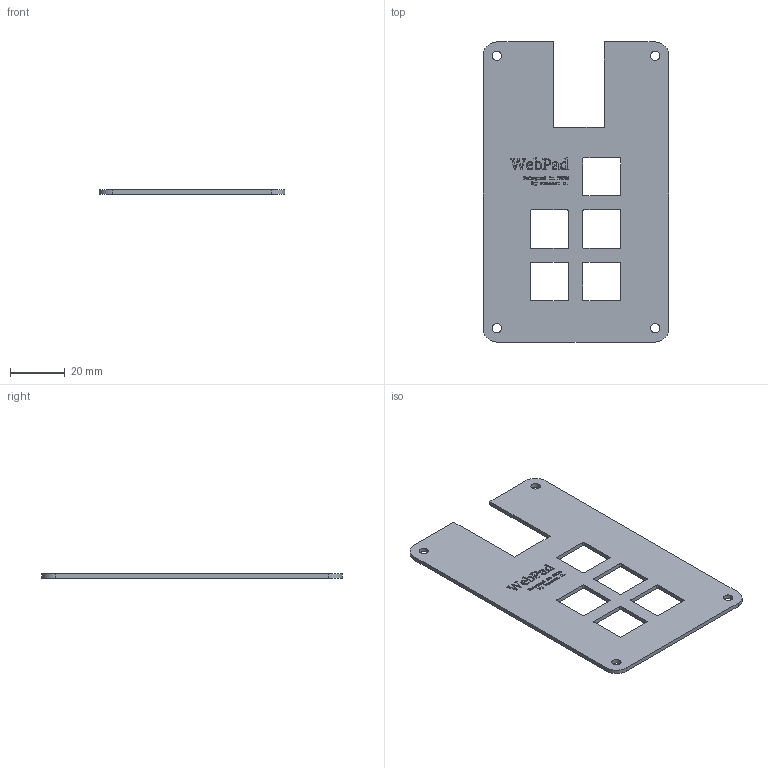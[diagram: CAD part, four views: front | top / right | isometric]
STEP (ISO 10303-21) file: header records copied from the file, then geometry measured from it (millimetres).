
FILE_DESCRIPTION(/* description */ (''),/* implementation_level */ '2;1');
FILE_NAME(/* name */ 'Top.step',/* time_stamp */ '2025-07-07T12:03:25-07:00',/* author */ (''),/* organization */ (''),/* preprocessor_version */ 'ST-DEVELOPER v20.1',/* originating_system */ 'Autodesk Translation Framework v14.10.0.0',/* authorisation */ '');
FILE_SCHEMA (('AUTOMOTIVE_DESIGN { 1 0 10303 214 3 1 1 }'));
Length unit declared in the file: millimetre
Products named in the file (1): 2025-07-07-10-33-57-120
Bounding box: 67.6 x 109.23 x 1.5 mm (x, y, z)
Volume: 8654.5 mm3; surface area: 12687.3 mm2
Topology: 1 solids, 1 shells, 1032 faces, 2940 edges, 1960 vertices
Faces by surface type: bspline 671, plane 333, cylinder 28
Full cylindrical faces by diameter (mm): 3.4 x4
Entity records: 39701 total; most frequent: CARTESIAN_POINT 17344, ORIENTED_EDGE 5880, EDGE_CURVE 2940, DIRECTION 2377, VERTEX_POINT 1960, LINE 1541, VECTOR 1541, B_SPLINE_CURVE_WITH_KNOTS 1343
